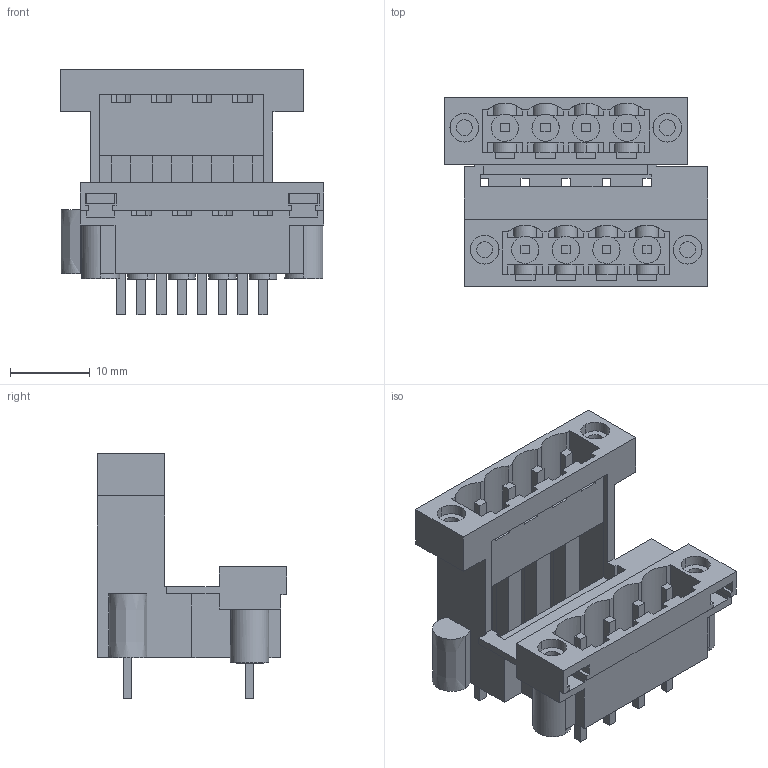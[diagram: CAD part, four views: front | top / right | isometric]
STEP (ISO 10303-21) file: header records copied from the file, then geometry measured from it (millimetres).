
FILE_DESCRIPTION(('CATIA V5 STEP Exchange','CAx-IF Rec.Pracs.--- Model Styling and Organization---1.2---2011-12-15'),'2;1');
FILE_NAME ('D1452549_0_1506050000_1506050000.stp','2018-04-19T11:54:40+00:00',('none'),('Weidmueller'),'CATIA Version 5-6 Release 2014','CATIA V5 STEP AP214','none');
FILE_SCHEMA(('AUTOMOTIVE_DESIGN { 1 0 10303 214 1 1 1 1 }'));
Length unit declared in the file: millimetre
Products named in the file (1): 1506050000
Bounding box: 33.02 x 23.67 x 30.66 mm (x, y, z)
Volume: 4568.2 mm3; surface area: 8896.5 mm2
Topology: 13 solids, 17 shells, 517 faces, 1574 edges, 1082 vertices
Faces by surface type: plane 427, cylinder 86, extrusion 4
Entity records: 17239 total; most frequent: CARTESIAN_POINT 3694, ORIENTED_EDGE 3148, DIRECTION 2213, EDGE_CURVE 1574, VECTOR 1292, LINE 1288, VERTEX_POINT 1082, EDGE_LOOP 568
